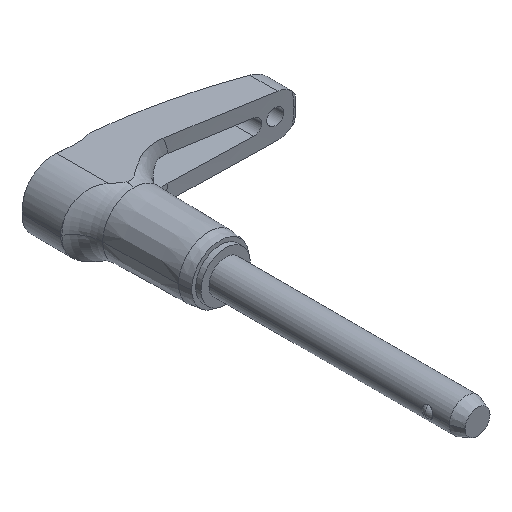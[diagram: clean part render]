
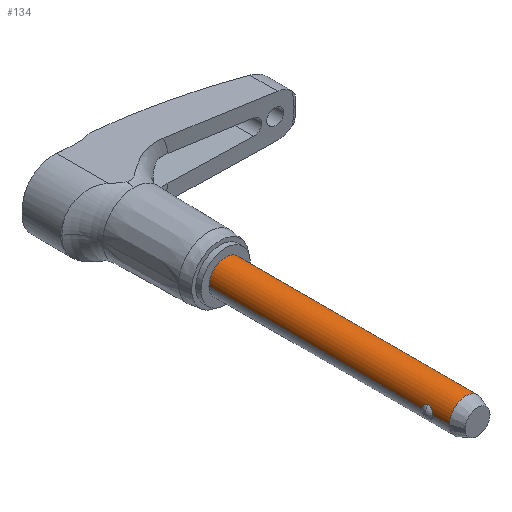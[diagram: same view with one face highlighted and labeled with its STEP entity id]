
A CAD part, isometric view. The second image highlights one B-rep face of the part: STEP entity #134.
In plain terms, the highlighted cylindrical face has radius 3.175 mm (diameter 6.35 mm), a partial arc.
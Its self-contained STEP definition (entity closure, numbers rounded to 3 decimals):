
#134=ADVANCED_FACE('',(#299),#300,.T.);
#299=FACE_OUTER_BOUND('',#491,.T.);
#300=CYLINDRICAL_SURFACE('',#492,3.175);
#491=EDGE_LOOP('',(#827,#828,#829,#830,#831,#832,#833,#834,#835,#836));
#492=AXIS2_PLACEMENT_3D('',#837,#838,#839);
#827=ORIENTED_EDGE('',*,*,#1205,.T.);
#828=ORIENTED_EDGE('',*,*,#1148,.T.);
#829=ORIENTED_EDGE('',*,*,#1276,.T.);
#830=ORIENTED_EDGE('',*,*,#1212,.T.);
#831=ORIENTED_EDGE('',*,*,#1277,.F.);
#832=ORIENTED_EDGE('',*,*,#1210,.T.);
#833=ORIENTED_EDGE('',*,*,#1221,.T.);
#834=ORIENTED_EDGE('',*,*,#1278,.T.);
#835=ORIENTED_EDGE('',*,*,#1207,.T.);
#836=ORIENTED_EDGE('',*,*,#1279,.T.);
#837=CARTESIAN_POINT('',(0.0,-24.003,0.0));
#838=DIRECTION('',(-0.0,1.0,0.0));
#839=DIRECTION('',(1.0,0.0,0.0));
#1148=EDGE_CURVE('',#1364,#1362,#1365,.T.);
#1205=EDGE_CURVE('',#1466,#1364,#1467,.T.);
#1207=EDGE_CURVE('',#1470,#1468,#1471,.T.);
#1210=EDGE_CURVE('',#1476,#1474,#1477,.T.);
#1212=EDGE_CURVE('',#1480,#1478,#1481,.T.);
#1221=EDGE_CURVE('',#1474,#1493,#1495,.T.);
#1276=EDGE_CURVE('',#1362,#1480,#1573,.T.);
#1277=EDGE_CURVE('',#1476,#1478,#1574,.T.);
#1278=EDGE_CURVE('',#1493,#1470,#1575,.T.);
#1279=EDGE_CURVE('',#1468,#1466,#1576,.T.);
#1362=VERTEX_POINT('',#1673);
#1364=VERTEX_POINT('',#1675);
#1365=B_SPLINE_CURVE_WITH_KNOTS('',3,(#1676,#1677,#1678,#1679,#1680,#1681,#1682,#1683,#1684,#1685,#1686,#1687,#1688,#1689),.UNSPECIFIED.,.F.,.F.,(4,2,2,2,2,2,4),(1.601,1.892,2.183,2.351,2.519,2.861,3.203),.UNSPECIFIED.);
#1466=VERTEX_POINT('',#2159);
#1467=LINE('',#2160,#2161);
#1468=VERTEX_POINT('',#2162);
#1470=VERTEX_POINT('',#2164);
#1471=LINE('',#2165,#2166);
#1474=VERTEX_POINT('',#2182);
#1476=VERTEX_POINT('',#2197);
#1477=LINE('',#2198,#2199);
#1478=VERTEX_POINT('',#2200);
#1480=VERTEX_POINT('',#2202);
#1481=LINE('',#2203,#2204);
#1493=VERTEX_POINT('',#2277);
#1495=B_SPLINE_CURVE_WITH_KNOTS('',3,(#2279,#2280,#2281,#2282,#2283,#2284,#2285,#2286,#2287,#2288,#2289,#2290,#2291,#2292),.UNSPECIFIED.,.F.,.F.,(4,2,2,2,2,2,4),(4.804,5.095,5.386,5.554,5.722,6.064,6.406),.UNSPECIFIED.);
#1573=B_SPLINE_CURVE_WITH_KNOTS('',3,(#2557,#2558,#2559,#2560,#2561,#2562,#2563,#2564,#2565,#2566,#2567,#2568,#2569,#2570),.UNSPECIFIED.,.F.,.F.,(4,2,2,2,2,2,4),(3.203,3.545,3.887,4.055,4.223,4.514,4.804),.UNSPECIFIED.);
#1574=CIRCLE('',#2571,3.175);
#1575=B_SPLINE_CURVE_WITH_KNOTS('',3,(#2572,#2573,#2574,#2575,#2576,#2577,#2578,#2579,#2580,#2581,#2582,#2583,#2584,#2585),.UNSPECIFIED.,.F.,.F.,(4,2,2,2,2,2,4),(0.0,0.342,0.684,0.852,1.02,1.311,1.601),.UNSPECIFIED.);
#1576=CIRCLE('',#2586,3.175);
#1673=CARTESIAN_POINT('',(2.97,-41.636,1.123));
#1675=CARTESIAN_POINT('',(3.175,-42.633,0.));
#1676=CARTESIAN_POINT('',(3.175,-42.633,0.));
#1677=CARTESIAN_POINT('',(3.175,-42.633,0.097));
#1678=CARTESIAN_POINT('',(3.17,-42.622,0.202));
#1679=CARTESIAN_POINT('',(3.151,-42.572,0.405));
#1680=CARTESIAN_POINT('',(3.136,-42.535,0.503));
#1681=CARTESIAN_POINT('',(3.111,-42.463,0.636));
#1682=CARTESIAN_POINT('',(3.1,-42.431,0.687));
#1683=CARTESIAN_POINT('',(3.077,-42.358,0.783));
#1684=CARTESIAN_POINT('',(3.065,-42.318,0.828));
#1685=CARTESIAN_POINT('',(3.033,-42.196,0.942));
#1686=CARTESIAN_POINT('',(3.011,-42.094,1.01));
#1687=CARTESIAN_POINT('',(2.979,-41.871,1.1));
#1688=CARTESIAN_POINT('',(2.97,-41.75,1.123));
#1689=CARTESIAN_POINT('',(2.97,-41.636,1.123));
#2159=CARTESIAN_POINT('',(3.175,-45.796,0.0));
#2160=CARTESIAN_POINT('',(3.175,-24.003,0.));
#2161=VECTOR('',#3034,1.0);
#2162=CARTESIAN_POINT('',(-3.175,-45.796,0.));
#2164=CARTESIAN_POINT('',(-3.175,-42.633,0.));
#2165=CARTESIAN_POINT('',(-3.175,-24.003,0.));
#2166=VECTOR('',#3038,1.0);
#2182=CARTESIAN_POINT('',(-3.175,-40.64,0.));
#2197=CARTESIAN_POINT('',(-3.175,0.0,0.));
#2198=CARTESIAN_POINT('',(-3.175,-24.003,0.));
#2199=VECTOR('',#3039,1.0);
#2200=CARTESIAN_POINT('',(3.175,0.0,0.0));
#2202=CARTESIAN_POINT('',(3.175,-40.64,0.));
#2203=CARTESIAN_POINT('',(3.175,-24.003,0.));
#2204=VECTOR('',#3043,1.0);
#2277=CARTESIAN_POINT('',(-2.97,-41.636,1.123));
#2279=CARTESIAN_POINT('',(-3.175,-40.64,0.));
#2280=CARTESIAN_POINT('',(-3.175,-40.64,0.097));
#2281=CARTESIAN_POINT('',(-3.17,-40.651,0.202));
#2282=CARTESIAN_POINT('',(-3.151,-40.701,0.405));
#2283=CARTESIAN_POINT('',(-3.136,-40.738,0.503));
#2284=CARTESIAN_POINT('',(-3.111,-40.809,0.636));
#2285=CARTESIAN_POINT('',(-3.1,-40.842,0.687));
#2286=CARTESIAN_POINT('',(-3.077,-40.915,0.783));
#2287=CARTESIAN_POINT('',(-3.065,-40.955,0.828));
#2288=CARTESIAN_POINT('',(-3.033,-41.077,0.942));
#2289=CARTESIAN_POINT('',(-3.011,-41.179,1.01));
#2290=CARTESIAN_POINT('',(-2.979,-41.401,1.1));
#2291=CARTESIAN_POINT('',(-2.97,-41.522,1.123));
#2292=CARTESIAN_POINT('',(-2.97,-41.636,1.123));
#2557=CARTESIAN_POINT('',(2.97,-41.636,1.123));
#2558=CARTESIAN_POINT('',(2.97,-41.522,1.123));
#2559=CARTESIAN_POINT('',(2.979,-41.401,1.1));
#2560=CARTESIAN_POINT('',(3.011,-41.179,1.01));
#2561=CARTESIAN_POINT('',(3.033,-41.077,0.942));
#2562=CARTESIAN_POINT('',(3.065,-40.955,0.828));
#2563=CARTESIAN_POINT('',(3.077,-40.915,0.783));
#2564=CARTESIAN_POINT('',(3.1,-40.842,0.687));
#2565=CARTESIAN_POINT('',(3.111,-40.809,0.636));
#2566=CARTESIAN_POINT('',(3.136,-40.738,0.503));
#2567=CARTESIAN_POINT('',(3.151,-40.701,0.405));
#2568=CARTESIAN_POINT('',(3.17,-40.651,0.202));
#2569=CARTESIAN_POINT('',(3.175,-40.64,0.097));
#2570=CARTESIAN_POINT('',(3.175,-40.64,0.));
#2571=AXIS2_PLACEMENT_3D('',#3119,#3120,#3121);
#2572=CARTESIAN_POINT('',(-2.97,-41.636,1.123));
#2573=CARTESIAN_POINT('',(-2.97,-41.75,1.123));
#2574=CARTESIAN_POINT('',(-2.979,-41.871,1.1));
#2575=CARTESIAN_POINT('',(-3.011,-42.094,1.01));
#2576=CARTESIAN_POINT('',(-3.033,-42.196,0.942));
#2577=CARTESIAN_POINT('',(-3.065,-42.318,0.828));
#2578=CARTESIAN_POINT('',(-3.077,-42.358,0.783));
#2579=CARTESIAN_POINT('',(-3.1,-42.431,0.687));
#2580=CARTESIAN_POINT('',(-3.111,-42.463,0.636));
#2581=CARTESIAN_POINT('',(-3.136,-42.535,0.503));
#2582=CARTESIAN_POINT('',(-3.151,-42.572,0.405));
#2583=CARTESIAN_POINT('',(-3.17,-42.622,0.202));
#2584=CARTESIAN_POINT('',(-3.175,-42.633,0.097));
#2585=CARTESIAN_POINT('',(-3.175,-42.633,0.));
#2586=AXIS2_PLACEMENT_3D('',#3122,#3123,#3124);
#3034=DIRECTION('',(0.0,1.0,0.0));
#3038=DIRECTION('',(-0.0,-1.0,-0.0));
#3039=DIRECTION('',(-0.0,-1.0,-0.0));
#3043=DIRECTION('',(0.0,1.0,0.0));
#3119=CARTESIAN_POINT('',(0.0,0.0,0.0));
#3120=DIRECTION('',(-0.0,1.0,0.0));
#3121=DIRECTION('',(1.0,0.0,0.0));
#3122=CARTESIAN_POINT('',(0.0,-45.796,0.0));
#3123=DIRECTION('',(0.,1.0,0.0));
#3124=DIRECTION('',(1.0,0.,0.0));
